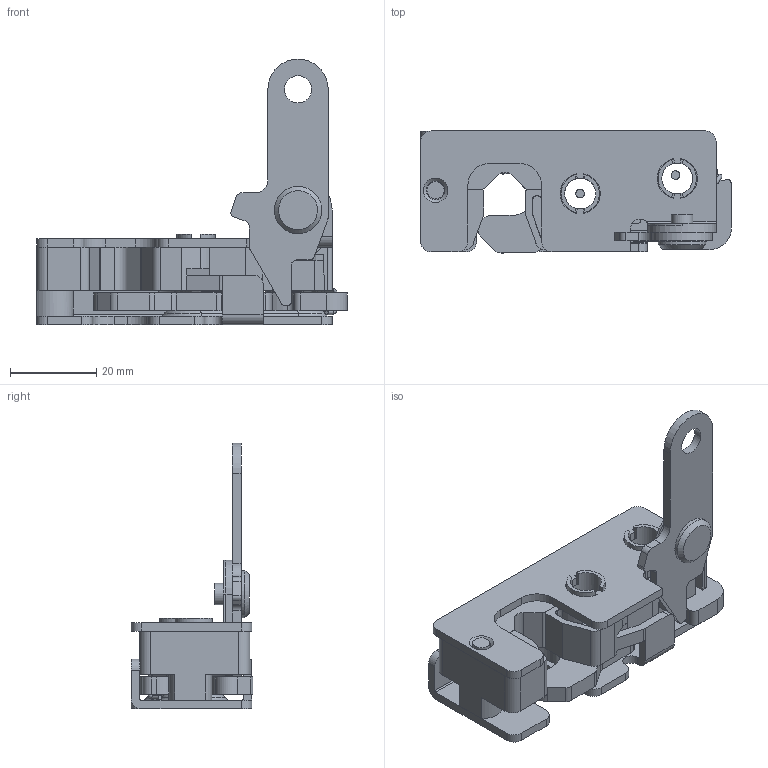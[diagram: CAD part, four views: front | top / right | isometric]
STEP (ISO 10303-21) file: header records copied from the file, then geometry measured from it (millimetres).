
FILE_DESCRIPTION(('STEP AP203'),'1');
FILE_NAME('2800.2.5.1.2.002.step','2018-01-22T14:45:25',(' '),(' '),'Spatial InterOp 3D',' ',' ');
FILE_SCHEMA(('CONFIG_CONTROL_DESIGN'));
Length unit declared in the file: millimetre
Products named in the file (15): 1; 2; 3; 4; 5; 6; 7; 8; 9; 10; 11; 12; 13; 14; 15
Bounding box: 72.06 x 28.26 x 61.6 mm (x, y, z)
Volume: 22622.8 mm3; surface area: 24589.8 mm2
Topology: 14 solids, 14 shells, 438 faces, 1158 edges, 764 vertices
Faces by surface type: plane 228, cylinder 162, cone 32, torus 13, bspline 3
Full cylindrical faces by diameter (mm): 1 x7, 2 x2, 4 x2, 4.1 x1, 4.3 x1, 5 x2, 5.1 x1, 5.2 x1, 6.3 x1, 6.8 x1, 7 x1, 7.2 x2, 8.9 x2, 9.1 x2, 10.5 x4, 10.8 x2, 10.9 x2, 11 x1, 12.7 x2
Entity records: 15342 total; most frequent: CARTESIAN_POINT 3614, DIRECTION 2407, ORIENTED_EDGE 2212, EDGE_CURVE 1106, AXIS2_PLACEMENT_3D 861, VERTEX_POINT 755, LINE 685, VECTOR 685
